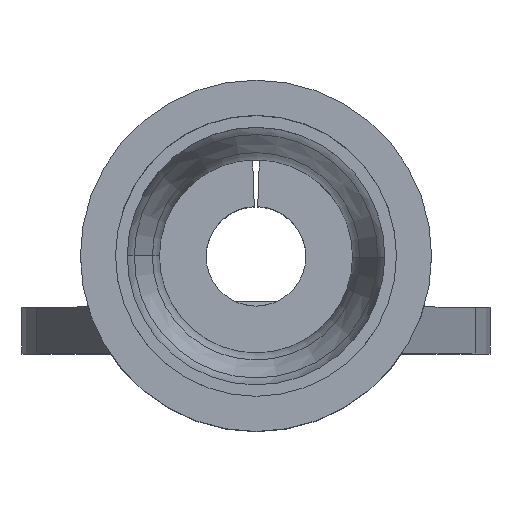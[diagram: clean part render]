
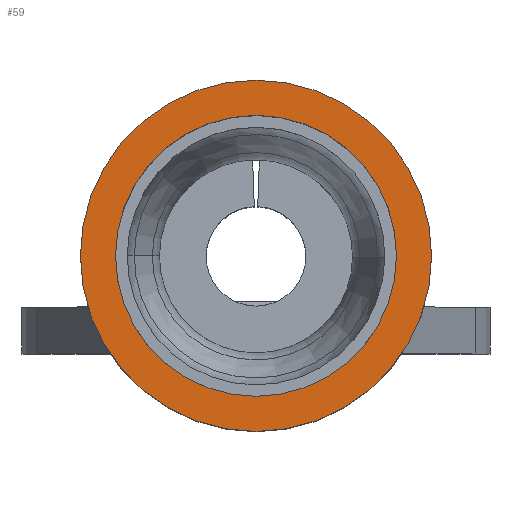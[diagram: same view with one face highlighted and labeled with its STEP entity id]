
A CAD part, top view. The second image highlights one B-rep face of the part: STEP entity #59.
In plain terms, the highlighted planar face has unit normal (0, 0, 1).
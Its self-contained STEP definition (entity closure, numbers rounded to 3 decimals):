
#59 = ADVANCED_FACE ( 'NONE', ( #1237, #1224 ), #1804, .T. ) ;
#84 = CARTESIAN_POINT ( 'NONE',  ( 0., 0., 2. ) ) ;
#91 = AXIS2_PLACEMENT_3D ( 'NONE', #340, #1452, #1253 ) ;
#156 = CARTESIAN_POINT ( 'NONE',  ( -2.4, 0., 2. ) ) ;
#168 = ORIENTED_EDGE ( 'NONE', *, *, #2169, .T. ) ;
#298 = EDGE_CURVE ( 'NONE', #490, #2064, #1540, .T. ) ;
#340 = CARTESIAN_POINT ( 'NONE',  ( 0., 0., 2. ) ) ;
#384 = CARTESIAN_POINT ( 'NONE',  ( 0., 0., 2. ) ) ;
#490 = VERTEX_POINT ( 'NONE', #808 ) ;
#633 = VERTEX_POINT ( 'NONE', #1244 ) ;
#727 = CIRCLE ( 'NONE', #1811, 2.4 ) ;
#808 = CARTESIAN_POINT ( 'NONE',  ( -3., 0., 2. ) ) ;
#815 = ORIENTED_EDGE ( 'NONE', *, *, #1523, .F. ) ;
#868 = EDGE_CURVE ( 'NONE', #633, #1290, #1770, .T. ) ;
#969 = DIRECTION ( 'NONE',  ( 0., 0., 1. ) ) ;
#979 = CARTESIAN_POINT ( 'NONE',  ( 0., 0., 2. ) ) ;
#1113 = DIRECTION ( 'NONE',  ( 0., 0., 1. ) ) ;
#1224 = FACE_BOUND ( 'NONE', #2342, .T. ) ;
#1237 = FACE_OUTER_BOUND ( 'NONE', #2108, .T. ) ;
#1244 = CARTESIAN_POINT ( 'NONE',  ( 2.4, 0., 2. ) ) ;
#1253 = DIRECTION ( 'NONE',  ( 1., 0., 0. ) ) ;
#1290 = VERTEX_POINT ( 'NONE', #156 ) ;
#1322 = CARTESIAN_POINT ( 'NONE',  ( 3., 0., 2. ) ) ;
#1343 = ORIENTED_EDGE ( 'NONE', *, *, #868, .F. ) ;
#1364 = DIRECTION ( 'NONE',  ( 1., 0., 0. ) ) ;
#1452 = DIRECTION ( 'NONE',  ( 0., 0., 1. ) ) ;
#1523 = EDGE_CURVE ( 'NONE', #1290, #633, #727, .T. ) ;
#1540 = CIRCLE ( 'NONE', #1655, 3. ) ;
#1554 = DIRECTION ( 'NONE',  ( 0., 0., 1. ) ) ;
#1602 = ORIENTED_EDGE ( 'NONE', *, *, #298, .T. ) ;
#1655 = AXIS2_PLACEMENT_3D ( 'NONE', #384, #1113, #1851 ) ;
#1760 = DIRECTION ( 'NONE',  ( 0., 0., 1. ) ) ;
#1770 = CIRCLE ( 'NONE', #2038, 2.4 ) ;
#1777 = CIRCLE ( 'NONE', #91, 3. ) ;
#1804 = PLANE ( 'NONE',  #2275 ) ;
#1811 = AXIS2_PLACEMENT_3D ( 'NONE', #979, #969, #1364 ) ;
#1851 = DIRECTION ( 'NONE',  ( 1., 0., 0. ) ) ;
#1956 = DIRECTION ( 'NONE',  ( 1., 0., 0. ) ) ;
#1970 = CARTESIAN_POINT ( 'NONE',  ( 0., 2.4, 2. ) ) ;
#2038 = AXIS2_PLACEMENT_3D ( 'NONE', #84, #1554, #2297 ) ;
#2064 = VERTEX_POINT ( 'NONE', #1322 ) ;
#2108 = EDGE_LOOP ( 'NONE', ( #168, #1602 ) ) ;
#2169 = EDGE_CURVE ( 'NONE', #2064, #490, #1777, .T. ) ;
#2275 = AXIS2_PLACEMENT_3D ( 'NONE', #1970, #1760, #1956 ) ;
#2297 = DIRECTION ( 'NONE',  ( 1., 0., 0. ) ) ;
#2342 = EDGE_LOOP ( 'NONE', ( #1343, #815 ) ) ;
